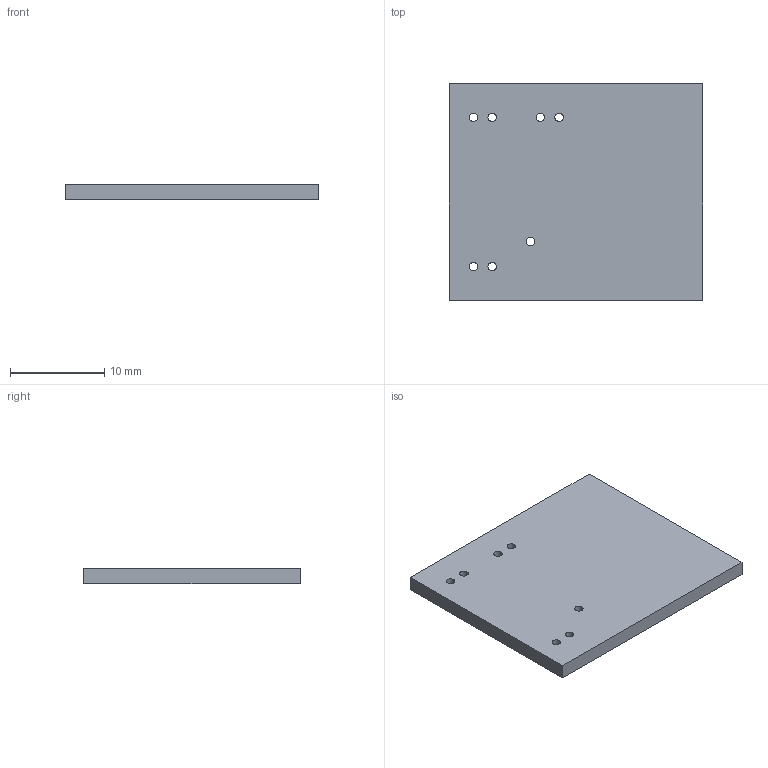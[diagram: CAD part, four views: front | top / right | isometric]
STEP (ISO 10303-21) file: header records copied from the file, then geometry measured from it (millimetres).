
FILE_DESCRIPTION(('KiCad electronic assembly'),'2;1');
FILE_NAME('pcb.step','2024-08-10T16:17:48',('Pcbnew'),('Kicad'), 'Open CASCADE STEP processor 7.8','KiCad to STEP converter','Unknown' );
FILE_SCHEMA(('AUTOMOTIVE_DESIGN { 1 0 10303 214 1 1 1 1 }'));
Length unit declared in the file: millimetre
Products named in the file (2): pcb 1; BackupProjects_personal_0_20240809_PCB
Assembly tree (1 placements, depth 2):
  pcb 1
    BackupProjects_personal_0_20240809_PCB
Bounding box: 26.92 x 22.99 x 1.6 mm (x, y, z)
Volume: 983.1 mm3; surface area: 1420.3 mm2
Topology: 1 solids, 1 shells, 14 faces, 36 edges, 24 vertices
Faces by surface type: plane 7, cylinder 7
Full cylindrical faces by diameter (mm): 0.889 x1, 0.9 x6
Entity records: 499 total; most frequent: DIRECTION 82, CARTESIAN_POINT 76, ORIENTED_EDGE 72, EDGE_CURVE 36, AXIS2_PLACEMENT_3D 30, FACE_BOUND 28, EDGE_LOOP 28, VERTEX_POINT 24
